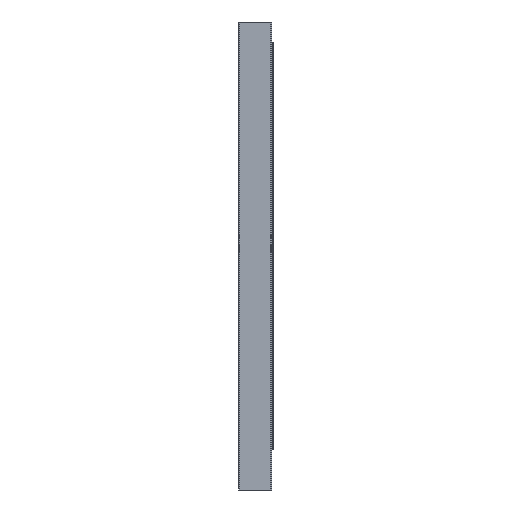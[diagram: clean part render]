
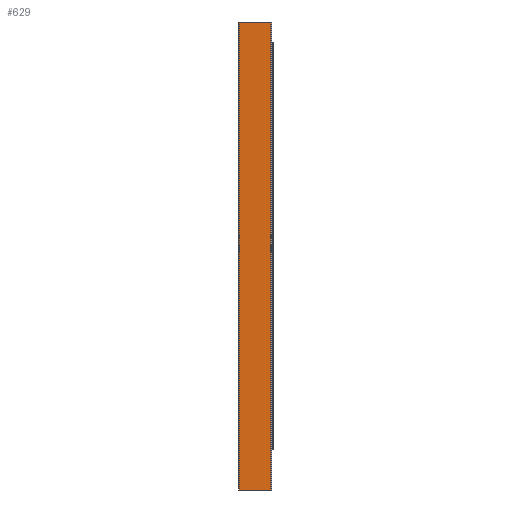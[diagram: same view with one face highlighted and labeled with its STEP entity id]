
A CAD part, front view. The second image highlights one B-rep face of the part: STEP entity #629.
In plain terms, the highlighted planar face has unit normal (0, -1, 0).
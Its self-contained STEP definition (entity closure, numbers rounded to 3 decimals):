
#249 = VERTEX_POINT ( 'NONE', #3091 ) ;
#293 = VERTEX_POINT ( 'NONE', #6046 ) ;
#620 = ORIENTED_EDGE ( 'NONE', *, *, #4365, .F. ) ;
#629 = ADVANCED_FACE ( 'NONE', ( #6003 ), #1408, .T. ) ;
#878 = ORIENTED_EDGE ( 'NONE', *, *, #4923, .T. ) ;
#1144 = CARTESIAN_POINT ( 'NONE',  ( 0.5, -40., -350. ) ) ;
#1408 = PLANE ( 'NONE',  #5467 ) ;
#1472 = EDGE_CURVE ( 'NONE', #249, #6149, #2242, .T. ) ;
#2003 = DIRECTION ( 'NONE',  ( 0., 0., -1. ) ) ;
#2027 = EDGE_CURVE ( 'NONE', #249, #5554, #2270, .T. ) ;
#2056 = CARTESIAN_POINT ( 'NONE',  ( 0.5, -40., 0. ) ) ;
#2159 = LINE ( 'NONE', #5574, #3128 ) ;
#2242 = LINE ( 'NONE', #1144, #2729 ) ;
#2270 = LINE ( 'NONE', #4535, #6196 ) ;
#2567 = DIRECTION ( 'NONE',  ( 0., -1., 0. ) ) ;
#2729 = VECTOR ( 'NONE', #6952, 1000. ) ;
#3091 = CARTESIAN_POINT ( 'NONE',  ( 0.5, -40., -350. ) ) ;
#3128 = VECTOR ( 'NONE', #4428, 1000. ) ;
#3292 = LINE ( 'NONE', #7306, #4900 ) ;
#3907 = EDGE_LOOP ( 'NONE', ( #620, #5036, #5168, #878 ) ) ;
#4365 = EDGE_CURVE ( 'NONE', #6149, #293, #3292, .T. ) ;
#4428 = DIRECTION ( 'NONE',  ( 0., 0., 1. ) ) ;
#4500 = DIRECTION ( 'NONE',  ( 1., 0., 0. ) ) ;
#4535 = CARTESIAN_POINT ( 'NONE',  ( 0.5, -40., -350. ) ) ;
#4900 = VECTOR ( 'NONE', #6168, 1000. ) ;
#4923 = EDGE_CURVE ( 'NONE', #5554, #293, #2159, .T. ) ;
#4985 = CARTESIAN_POINT ( 'NONE',  ( 24.2, -40., -350. ) ) ;
#5036 = ORIENTED_EDGE ( 'NONE', *, *, #1472, .F. ) ;
#5168 = ORIENTED_EDGE ( 'NONE', *, *, #2027, .T. ) ;
#5467 = AXIS2_PLACEMENT_3D ( 'NONE', #6569, #2567, #2003 ) ;
#5554 = VERTEX_POINT ( 'NONE', #4985 ) ;
#5574 = CARTESIAN_POINT ( 'NONE',  ( 24.2, -40., -350. ) ) ;
#6003 = FACE_OUTER_BOUND ( 'NONE', #3907, .T. ) ;
#6046 = CARTESIAN_POINT ( 'NONE',  ( 24.2, -40., 0. ) ) ;
#6149 = VERTEX_POINT ( 'NONE', #2056 ) ;
#6168 = DIRECTION ( 'NONE',  ( 1., 0., 0. ) ) ;
#6196 = VECTOR ( 'NONE', #4500, 1000. ) ;
#6569 = CARTESIAN_POINT ( 'NONE',  ( 0.5, -40., -350. ) ) ;
#6952 = DIRECTION ( 'NONE',  ( 0., 0., 1. ) ) ;
#7306 = CARTESIAN_POINT ( 'NONE',  ( 0.5, -40., 0. ) ) ;
